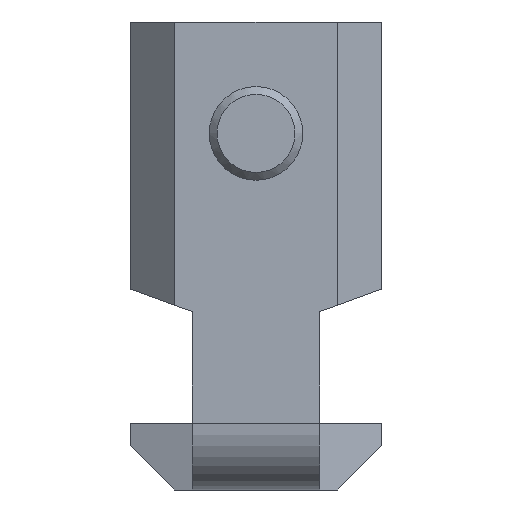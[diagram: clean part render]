
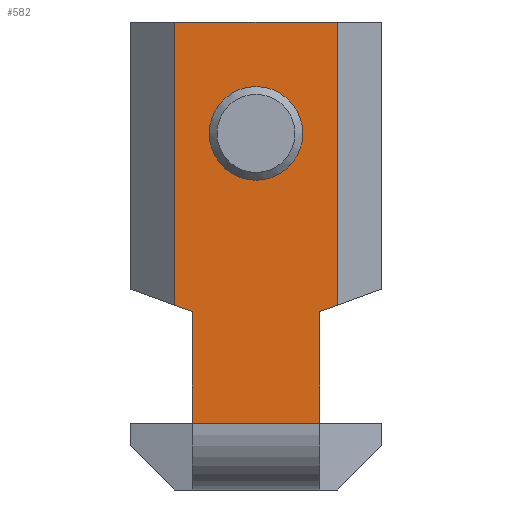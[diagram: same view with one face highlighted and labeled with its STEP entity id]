
A CAD part, front view. The second image highlights one B-rep face of the part: STEP entity #582.
In plain terms, the highlighted planar face has unit normal (0, -1, 0).
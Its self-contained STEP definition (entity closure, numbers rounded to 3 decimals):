
#582=ADVANCED_FACE('',(#648,#649),#650,.F.);
#648=FACE_BOUND('',#740,.T.);
#649=FACE_OUTER_BOUND('',#741,.T.);
#650=PLANE('',#742);
#740=EDGE_LOOP('',(#909));
#741=EDGE_LOOP('',(#910,#911,#912,#913,#914,#915,#916,#917));
#742=AXIS2_PLACEMENT_3D('',#918,#919,#920);
#909=ORIENTED_EDGE('',*,*,#1152,.F.);
#910=ORIENTED_EDGE('',*,*,#1153,.F.);
#911=ORIENTED_EDGE('',*,*,#1154,.F.);
#912=ORIENTED_EDGE('',*,*,#1155,.F.);
#913=ORIENTED_EDGE('',*,*,#1156,.F.);
#914=ORIENTED_EDGE('',*,*,#1157,.F.);
#915=ORIENTED_EDGE('',*,*,#1158,.F.);
#916=ORIENTED_EDGE('',*,*,#1159,.F.);
#917=ORIENTED_EDGE('',*,*,#1130,.F.);
#918=CARTESIAN_POINT('',(5.65,0.0,21.0));
#919=DIRECTION('',(0.0,1.0,0.0));
#920=DIRECTION('',(0.0,0.0,1.0));
#1130=EDGE_CURVE('',#1244,#1245,#1246,.T.);
#1152=EDGE_CURVE('',#1287,#1287,#1288,.F.);
#1153=EDGE_CURVE('',#1289,#1244,#1290,.F.);
#1154=EDGE_CURVE('',#1291,#1289,#1292,.T.);
#1155=EDGE_CURVE('',#1293,#1291,#1294,.T.);
#1156=EDGE_CURVE('',#1295,#1293,#1296,.T.);
#1157=EDGE_CURVE('',#1297,#1295,#1298,.T.);
#1158=EDGE_CURVE('',#1299,#1297,#1300,.F.);
#1159=EDGE_CURVE('',#1245,#1299,#1301,.F.);
#1244=VERTEX_POINT('',#1456);
#1245=VERTEX_POINT('',#1457);
#1246=LINE('',#1458,#1459);
#1287=VERTEX_POINT('',#1519);
#1288=CIRCLE('',#1520,2.1);
#1289=VERTEX_POINT('',#1521);
#1290=LINE('',#1522,#1523);
#1291=VERTEX_POINT('',#1524);
#1292=LINE('',#1525,#1526);
#1293=VERTEX_POINT('',#1527);
#1294=LINE('',#1528,#1529);
#1295=VERTEX_POINT('',#1530);
#1296=LINE('',#1531,#1532);
#1297=VERTEX_POINT('',#1533);
#1298=LINE('',#1534,#1535);
#1299=VERTEX_POINT('',#1536);
#1300=LINE('',#1537,#1538);
#1301=LINE('',#1539,#1540);
#1456=CARTESIAN_POINT('',(3.65,0.0,8.291));
#1457=CARTESIAN_POINT('',(2.85,0.0,8.0));
#1458=CARTESIAN_POINT('',(2.85,0.0,8.0));
#1459=VECTOR('',#1676,1.0);
#1519=CARTESIAN_POINT('',(0.,0.0,18.1));
#1520=AXIS2_PLACEMENT_3D('',#1702,#1703,#1704);
#1521=CARTESIAN_POINT('',(3.65,0.,21.0));
#1522=CARTESIAN_POINT('',(3.65,0.0,21.0));
#1523=VECTOR('',#1705,1.0);
#1524=CARTESIAN_POINT('',(-3.65,0.,21.0));
#1525=CARTESIAN_POINT('',(5.65,0.0,21.0));
#1526=VECTOR('',#1706,1.0);
#1527=CARTESIAN_POINT('',(-3.65,0.0,8.291));
#1528=CARTESIAN_POINT('',(-3.65,0.0,21.0));
#1529=VECTOR('',#1707,1.0);
#1530=CARTESIAN_POINT('',(-2.85,0.0,8.0));
#1531=CARTESIAN_POINT('',(-5.65,0.0,9.019));
#1532=VECTOR('',#1708,1.0);
#1533=CARTESIAN_POINT('',(-2.85,0.0,3.0));
#1534=CARTESIAN_POINT('',(-2.85,0.0,21.0));
#1535=VECTOR('',#1709,1.0);
#1536=CARTESIAN_POINT('',(2.85,0.0,3.0));
#1537=CARTESIAN_POINT('',(5.65,0.0,3.0));
#1538=VECTOR('',#1710,1.0);
#1539=CARTESIAN_POINT('',(2.85,0.0,21.0));
#1540=VECTOR('',#1711,1.0);
#1676=DIRECTION('',(-0.94,0.0,-0.342));
#1702=CARTESIAN_POINT('',(0.,0.0,16.0));
#1703=DIRECTION('',(0.0,1.0,0.0));
#1704=DIRECTION('',(0.0,0.0,1.0));
#1705=DIRECTION('',(0.0,0.0,1.0));
#1706=DIRECTION('',(1.0,0.0,0.0));
#1707=DIRECTION('',(0.0,0.0,1.0));
#1708=DIRECTION('',(-0.94,0.0,0.342));
#1709=DIRECTION('',(0.0,0.0,1.0));
#1710=DIRECTION('',(1.0,0.0,0.0));
#1711=DIRECTION('',(0.0,0.0,1.0));
